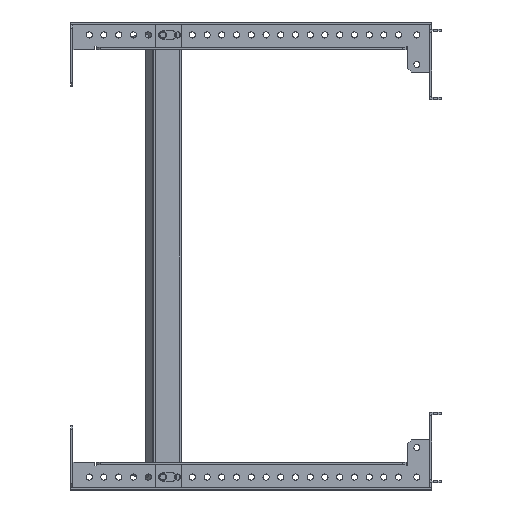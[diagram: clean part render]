
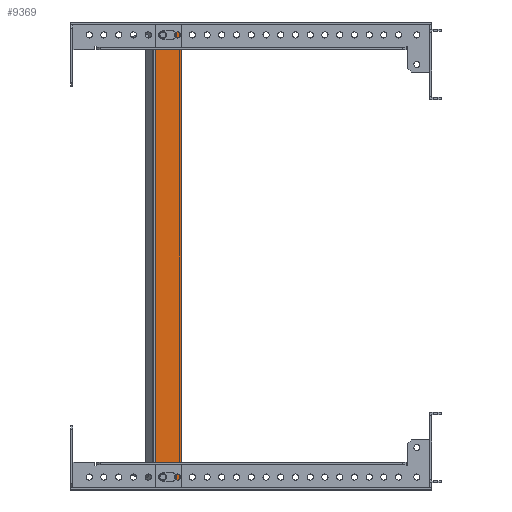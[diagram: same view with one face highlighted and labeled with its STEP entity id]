
A CAD part, front view. The second image highlights one B-rep face of the part: STEP entity #9369.
In plain terms, the highlighted planar face has unit normal (0, -1, 0).
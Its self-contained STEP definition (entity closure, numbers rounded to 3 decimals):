
#256 = CARTESIAN_POINT ( 'NONE',  ( 1112.302, -254., 287.5 ) ) ;
#375 = DIRECTION ( 'NONE',  ( -1., 0., 0. ) ) ;
#389 = CARTESIAN_POINT ( 'NONE',  ( 1120.302, -254., 291. ) ) ;
#964 = CIRCLE ( 'NONE', #26463, 3.5 ) ;
#1141 = VERTEX_POINT ( 'NONE', #20715 ) ;
#1350 = EDGE_CURVE ( 'NONE', #14360, #30806, #11160, .T. ) ;
#1977 = VECTOR ( 'NONE', #31946, 1000. ) ;
#2201 = EDGE_CURVE ( 'NONE', #30748, #6064, #2777, .T. ) ;
#2371 = LINE ( 'NONE', #12692, #18278 ) ;
#2583 = CARTESIAN_POINT ( 'NONE',  ( 1112.302, -254., -91. ) ) ;
#2641 = EDGE_CURVE ( 'NONE', #19173, #27330, #4127, .T. ) ;
#2731 = DIRECTION ( 'NONE',  ( 1., 0., 0. ) ) ;
#2777 = LINE ( 'NONE', #31147, #8388 ) ;
#3141 = CARTESIAN_POINT ( 'NONE',  ( 1105.802, -254., 297.5 ) ) ;
#3166 = ORIENTED_EDGE ( 'NONE', *, *, #11502, .F. ) ;
#3249 = DIRECTION ( 'NONE',  ( -1., 0., 0. ) ) ;
#3406 = CIRCLE ( 'NONE', #19115, 3.5 ) ;
#3483 = EDGE_CURVE ( 'NONE', #17946, #22010, #5243, .T. ) ;
#3824 = CARTESIAN_POINT ( 'NONE',  ( 1105.802, -254., -97.5 ) ) ;
#3874 = CARTESIAN_POINT ( 'NONE',  ( 1112.302, -254., -84. ) ) ;
#4025 = DIRECTION ( 'NONE',  ( 0., 1., 0. ) ) ;
#4127 = CIRCLE ( 'NONE', #16586, 3.5 ) ;
#4631 = CIRCLE ( 'NONE', #23663, 3.5 ) ;
#4695 = ORIENTED_EDGE ( 'NONE', *, *, #8751, .T. ) ;
#4705 = ORIENTED_EDGE ( 'NONE', *, *, #30854, .T. ) ;
#4867 = ORIENTED_EDGE ( 'NONE', *, *, #7616, .F. ) ;
#5243 = LINE ( 'NONE', #15590, #24472 ) ;
#5432 = LINE ( 'NONE', #26201, #1977 ) ;
#5710 = EDGE_CURVE ( 'NONE', #27330, #1141, #2371, .T. ) ;
#5905 = CARTESIAN_POINT ( 'NONE',  ( 1128.304, -254., 297.5 ) ) ;
#5985 = DIRECTION ( 'NONE',  ( 0., 1., 0. ) ) ;
#6064 = VERTEX_POINT ( 'NONE', #389 ) ;
#6394 = PLANE ( 'NONE',  #7007 ) ;
#6501 = CARTESIAN_POINT ( 'NONE',  ( 1150.146, -254., -97.5 ) ) ;
#6972 = DIRECTION ( 'NONE',  ( -1., 0., 0. ) ) ;
#6991 = CARTESIAN_POINT ( 'NONE',  ( 1112.302, -254., -87.5 ) ) ;
#7007 = AXIS2_PLACEMENT_3D ( 'NONE', #16582, #4025, #26676 ) ;
#7109 = DIRECTION ( 'NONE',  ( 0., -1., 0. ) ) ;
#7222 = CARTESIAN_POINT ( 'NONE',  ( 1108.802, -254., 287.5 ) ) ;
#7259 = DIRECTION ( 'NONE',  ( 1., 0., 0. ) ) ;
#7275 = DIRECTION ( 'NONE',  ( -1., 0., 0. ) ) ;
#7362 = VERTEX_POINT ( 'NONE', #14250 ) ;
#7616 = EDGE_CURVE ( 'NONE', #30806, #19173, #964, .T. ) ;
#7669 = ORIENTED_EDGE ( 'NONE', *, *, #2641, .F. ) ;
#7898 = ORIENTED_EDGE ( 'NONE', *, *, #25764, .T. ) ;
#8388 = VECTOR ( 'NONE', #12941, 1000. ) ;
#8601 = CIRCLE ( 'NONE', #23301, 3.5 ) ;
#8721 = LINE ( 'NONE', #3824, #18088 ) ;
#8751 = EDGE_CURVE ( 'NONE', #19769, #30748, #8601, .T. ) ;
#8923 = FACE_BOUND ( 'NONE', #9667, .T. ) ;
#8952 = VERTEX_POINT ( 'NONE', #10352 ) ;
#9232 = DIRECTION ( 'NONE',  ( 0., 0., 1. ) ) ;
#9369 = ADVANCED_FACE ( 'NONE', ( #14049, #8923, #21535 ), #6394, .F. ) ;
#9399 = VERTEX_POINT ( 'NONE', #19522 ) ;
#9667 = EDGE_LOOP ( 'NONE', ( #25153, #7669, #4867, #22284, #3166 ) ) ;
#10352 = CARTESIAN_POINT ( 'NONE',  ( 1112.302, -254., 284. ) ) ;
#11160 = LINE ( 'NONE', #3874, #28760 ) ;
#11502 = EDGE_CURVE ( 'NONE', #1141, #14360, #19413, .T. ) ;
#12369 = CARTESIAN_POINT ( 'NONE',  ( 1112.302, -254., 287.5 ) ) ;
#12692 = CARTESIAN_POINT ( 'NONE',  ( 1112.302, -254., -91. ) ) ;
#12705 = DIRECTION ( 'NONE',  ( 0., 1., 0. ) ) ;
#12708 = CARTESIAN_POINT ( 'NONE',  ( 1112.302, -254., -87.5 ) ) ;
#12909 = EDGE_CURVE ( 'NONE', #7362, #27218, #29675, .T. ) ;
#12941 = DIRECTION ( 'NONE',  ( 1., 0., 0. ) ) ;
#14049 = FACE_OUTER_BOUND ( 'NONE', #15533, .T. ) ;
#14250 = CARTESIAN_POINT ( 'NONE',  ( 1128.304, -254., -97.5 ) ) ;
#14360 = VERTEX_POINT ( 'NONE', #19606 ) ;
#15270 = CARTESIAN_POINT ( 'NONE',  ( 1112.302, -254., 291. ) ) ;
#15533 = EDGE_LOOP ( 'NONE', ( #24402, #32437, #17522, #7898 ) ) ;
#15590 = CARTESIAN_POINT ( 'NONE',  ( 1105.802, -254., 297.5 ) ) ;
#16339 = DIRECTION ( 'NONE',  ( -1., 0., 0. ) ) ;
#16582 = CARTESIAN_POINT ( 'NONE',  ( 1150.77, -254., 100. ) ) ;
#16586 = AXIS2_PLACEMENT_3D ( 'NONE', #6991, #27614, #17205 ) ;
#17004 = CARTESIAN_POINT ( 'NONE',  ( 1112.302, -254., 284. ) ) ;
#17205 = DIRECTION ( 'NONE',  ( -1., 0., 0. ) ) ;
#17350 = VECTOR ( 'NONE', #32692, 1000. ) ;
#17522 = ORIENTED_EDGE ( 'NONE', *, *, #12909, .F. ) ;
#17946 = VERTEX_POINT ( 'NONE', #3141 ) ;
#18088 = VECTOR ( 'NONE', #9232, 1000. ) ;
#18278 = VECTOR ( 'NONE', #7259, 1000. ) ;
#18364 = DIRECTION ( 'NONE',  ( 0., -1., 0. ) ) ;
#18670 = CARTESIAN_POINT ( 'NONE',  ( 1120.302, -254., 287.5 ) ) ;
#19115 = AXIS2_PLACEMENT_3D ( 'NONE', #12369, #12705, #22933 ) ;
#19173 = VERTEX_POINT ( 'NONE', #19700 ) ;
#19413 = CIRCLE ( 'NONE', #23773, 3.5 ) ;
#19522 = CARTESIAN_POINT ( 'NONE',  ( 1120.302, -254., 284. ) ) ;
#19606 = CARTESIAN_POINT ( 'NONE',  ( 1120.302, -254., -84. ) ) ;
#19669 = EDGE_LOOP ( 'NONE', ( #23447, #4695, #27000, #4705, #30149 ) ) ;
#19700 = CARTESIAN_POINT ( 'NONE',  ( 1108.802, -254., -87.5 ) ) ;
#19769 = VERTEX_POINT ( 'NONE', #7222 ) ;
#20715 = CARTESIAN_POINT ( 'NONE',  ( 1120.302, -254., -91. ) ) ;
#21535 = FACE_BOUND ( 'NONE', #19669, .T. ) ;
#22010 = VERTEX_POINT ( 'NONE', #5905 ) ;
#22284 = ORIENTED_EDGE ( 'NONE', *, *, #1350, .F. ) ;
#22933 = DIRECTION ( 'NONE',  ( -1., 0., 0. ) ) ;
#23301 = AXIS2_PLACEMENT_3D ( 'NONE', #256, #5985, #16339 ) ;
#23447 = ORIENTED_EDGE ( 'NONE', *, *, #24897, .T. ) ;
#23663 = AXIS2_PLACEMENT_3D ( 'NONE', #18670, #31610, #3249 ) ;
#23773 = AXIS2_PLACEMENT_3D ( 'NONE', #30974, #18364, #375 ) ;
#24402 = ORIENTED_EDGE ( 'NONE', *, *, #3483, .F. ) ;
#24472 = VECTOR ( 'NONE', #2731, 1000. ) ;
#24897 = EDGE_CURVE ( 'NONE', #8952, #19769, #3406, .T. ) ;
#25153 = ORIENTED_EDGE ( 'NONE', *, *, #5710, .F. ) ;
#25764 = EDGE_CURVE ( 'NONE', #7362, #22010, #5432, .T. ) ;
#26201 = CARTESIAN_POINT ( 'NONE',  ( 1128.304, -254., -100.859 ) ) ;
#26463 = AXIS2_PLACEMENT_3D ( 'NONE', #12708, #7109, #7275 ) ;
#26676 = DIRECTION ( 'NONE',  ( 1., 0., 0. ) ) ;
#27000 = ORIENTED_EDGE ( 'NONE', *, *, #2201, .T. ) ;
#27218 = VERTEX_POINT ( 'NONE', #32033 ) ;
#27231 = EDGE_CURVE ( 'NONE', #27218, #17946, #8721, .T. ) ;
#27330 = VERTEX_POINT ( 'NONE', #2583 ) ;
#27614 = DIRECTION ( 'NONE',  ( 0., -1., 0. ) ) ;
#28760 = VECTOR ( 'NONE', #29413, 1000. ) ;
#28929 = CARTESIAN_POINT ( 'NONE',  ( 1112.302, -254., -84. ) ) ;
#29413 = DIRECTION ( 'NONE',  ( -1., 0., 0. ) ) ;
#29675 = LINE ( 'NONE', #6501, #17350 ) ;
#30149 = ORIENTED_EDGE ( 'NONE', *, *, #31703, .T. ) ;
#30748 = VERTEX_POINT ( 'NONE', #15270 ) ;
#30806 = VERTEX_POINT ( 'NONE', #28929 ) ;
#30854 = EDGE_CURVE ( 'NONE', #6064, #9399, #4631, .T. ) ;
#30974 = CARTESIAN_POINT ( 'NONE',  ( 1120.302, -254., -87.5 ) ) ;
#31073 = LINE ( 'NONE', #17004, #31293 ) ;
#31147 = CARTESIAN_POINT ( 'NONE',  ( 1112.302, -254., 291. ) ) ;
#31293 = VECTOR ( 'NONE', #6972, 1000. ) ;
#31610 = DIRECTION ( 'NONE',  ( 0., 1., 0. ) ) ;
#31703 = EDGE_CURVE ( 'NONE', #9399, #8952, #31073, .T. ) ;
#31946 = DIRECTION ( 'NONE',  ( 0., 0., 1. ) ) ;
#32033 = CARTESIAN_POINT ( 'NONE',  ( 1105.802, -254., -97.5 ) ) ;
#32437 = ORIENTED_EDGE ( 'NONE', *, *, #27231, .F. ) ;
#32692 = DIRECTION ( 'NONE',  ( -1., 0., 0. ) ) ;
